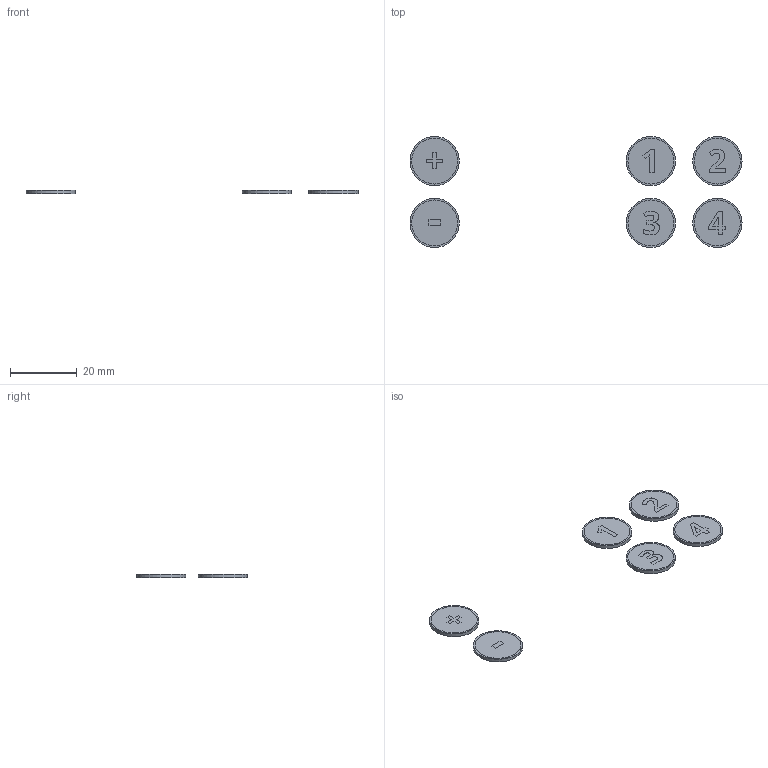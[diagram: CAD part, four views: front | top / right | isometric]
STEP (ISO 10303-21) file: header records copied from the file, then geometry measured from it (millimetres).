
FILE_DESCRIPTION(/* description */ ('STEP AP242','CAx-IF Rec.Pracs.---Representation and Presentation of Product Manufacturing Information (PMI)---4.0---2014-10-13','CAx-IF Rec.Pracs.---3D Tessellated Geometry---0.4---2014-09-14','2;1'),/* implementation_level */ '2;1');
FILE_NAME(/* name */ '685639948a3a8d47ea06aa13',/* time_stamp */ '2025-06-21T04:48:22Z',/* author */ (''),/* organization */ (''),/* preprocessor_version */ 'ST-DEVELOPER v20',/* originating_system */ 'ONSHAPE BY PTC INC, 1.199',/* authorisation */ ' ');
FILE_SCHEMA (('AP242_MANAGED_MODEL_BASED_3D_ENGINEERING_MIM_LF { 1 0 10303 442 1 1 4 }'));
Length unit declared in the file: metre
Products named in the file (13): -_btn; 1_btn; 2_btn; 3_btn; 4_btn; +_btn; 1_text; 2_text; 3_text; 4_text_1; 4_text_2; +_text; -_text
Bounding box: 99.8 x 33.4 x 1 mm (x, y, z)
Volume: 493.7 mm3; surface area: 4291.6 mm2
Topology: 13 solids, 13 shells, 259 faces, 653 edges, 439 vertices
Faces by surface type: plane 153, bspline 64, cylinder 42
Full cylindrical faces by diameter (mm): 13.8 x18, 14.8 x6
Entity records: 8089 total; most frequent: CARTESIAN_POINT 2022, ORIENTED_EDGE 1236, DIRECTION 990, EDGE_CURVE 618, VERTEX_POINT 428, LINE 406, VECTOR 406, EDGE_LOOP 314
